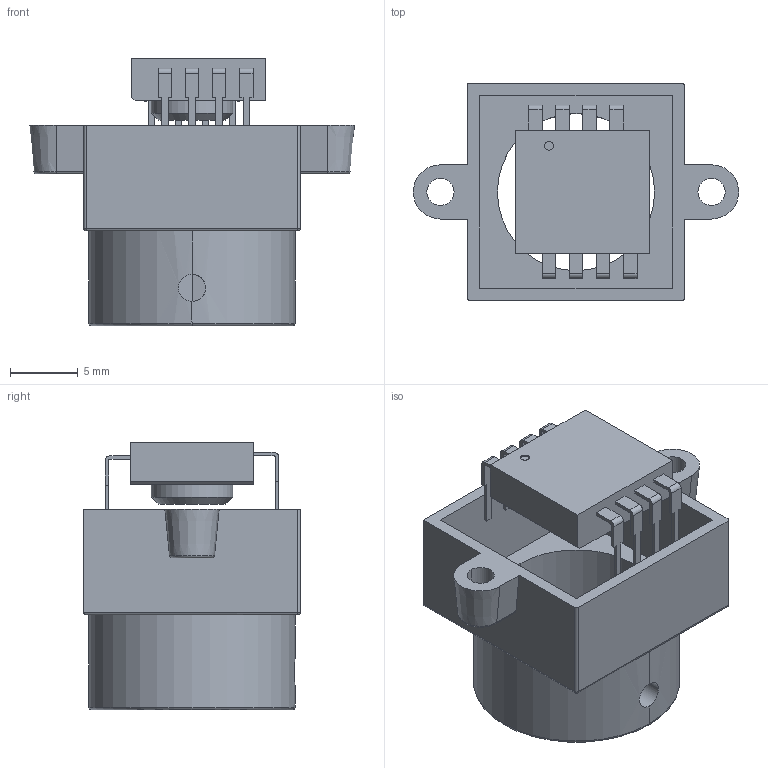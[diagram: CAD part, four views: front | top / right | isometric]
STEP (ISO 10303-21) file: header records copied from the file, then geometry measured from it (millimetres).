
FILE_DESCRIPTION(('FreeCAD Model'),'2;1');
FILE_NAME('Open CASCADE Shape Model','2025-04-30T13:04:08',(''),(''), 'Open CASCADE STEP processor 7.7','FreeCAD','Unknown');
FILE_SCHEMA(('AUTOMOTIVE_DESIGN { 1 0 10303 214 1 1 1 1 }'));
Length unit declared in the file: millimetre
Products named in the file (6): Assembly; Body001; Body; Foot001; Body003; M12 lens holder
Assembly tree (12 placements, depth 3):
  Assembly
    Body001
      Body
    Foot001  x8
      Body003
    M12 lens holder
Bounding box: 24 x 16 x 19.74 mm (x, y, z)
Volume: 1429.3 mm3; surface area: 2352.1 mm2
Topology: 10 solids, 10 shells, 178 faces, 447 edges, 289 vertices
Faces by surface type: plane 124, cylinder 40, torus 6, cone 5, sphere 3
Full cylindrical faces by diameter (mm): 0.65 x1, 0.8 x1, 6 x1
Entity records: 2569 total; most frequent: CARTESIAN_POINT 481, DIRECTION 432, ORIENTED_EDGE 384, EDGE_CURVE 192, AXIS2_PLACEMENT_3D 156, VERTEX_POINT 121, LINE 120, VECTOR 120
